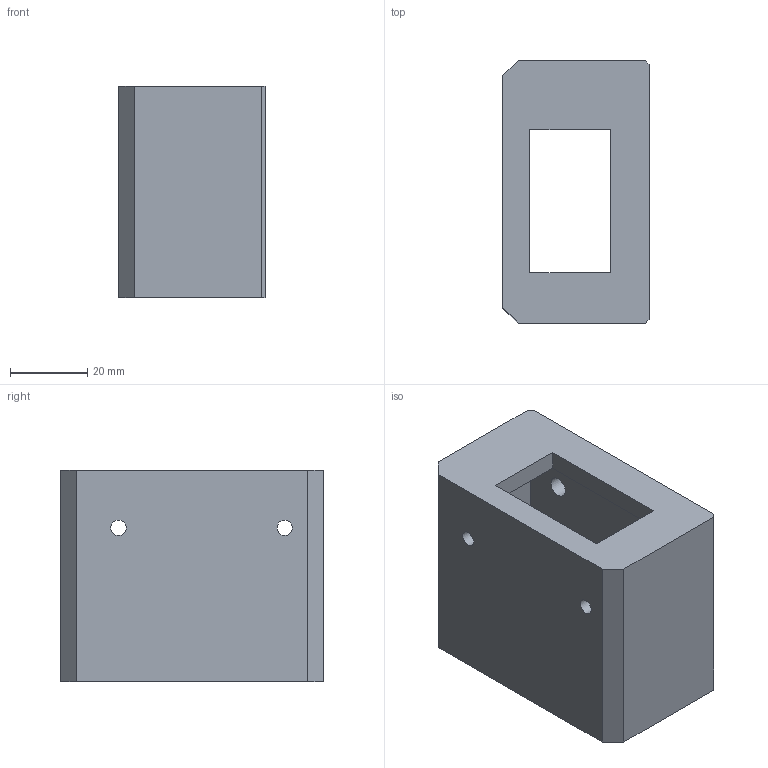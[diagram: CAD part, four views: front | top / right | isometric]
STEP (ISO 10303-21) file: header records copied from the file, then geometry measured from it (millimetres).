
FILE_DESCRIPTION(/* description */ (''),/* implementation_level */ '2;1');
FILE_NAME(/* name */ 'switch_mount v5.step',/* time_stamp */ '2020-09-24T13:16:07-07:00',/* author */ (''),/* organization */ (''),/* preprocessor_version */ 'ST-DEVELOPER v18.1',/* originating_system */ 'Autodesk Translation Framework v9.3.0.1241',/* authorisation */ '');
FILE_SCHEMA (('AUTOMOTIVE_DESIGN { 1 0 10303 214 3 1 1 }'));
Length unit declared in the file: millimetre
Products named in the file (1): switch_mount
Bounding box: 38 x 68.15 x 55 mm (x, y, z)
Volume: 55754.4 mm3; surface area: 24318.3 mm2
Topology: 1 solids, 1 shells, 38 faces, 105 edges, 70 vertices
Faces by surface type: plane 34, cylinder 4
Full cylindrical faces by diameter (mm): 4 x2, 5.2 x2
Entity records: 1265 total; most frequent: CARTESIAN_POINT 214, ORIENTED_EDGE 210, DIRECTION 191, EDGE_CURVE 105, LINE 97, VECTOR 97, VERTEX_POINT 70, EDGE_LOOP 53
